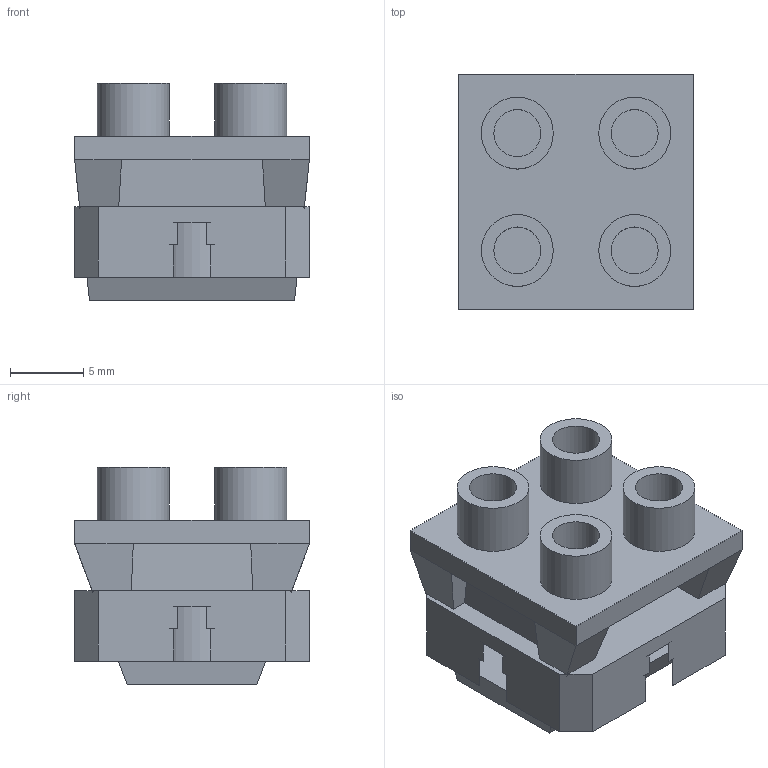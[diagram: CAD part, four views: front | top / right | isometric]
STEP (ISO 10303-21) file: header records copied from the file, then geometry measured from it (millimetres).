
FILE_DESCRIPTION(('Open CASCADE Model'),'2;1');
FILE_NAME('Open CASCADE Shape Model','2024-12-17T14:10:17',('Author'),( 'Open CASCADE'),'Open CASCADE STEP processor 7.7','Open CASCADE 7.7' ,'Unknown');
FILE_SCHEMA(('AUTOMOTIVE_DESIGN { 1 0 10303 214 1 1 1 1 }'));
Length unit declared in the file: millimetre
Products named in the file (1): Open CASCADE STEP translator 7.7 1
Bounding box: 16 x 16 x 14.8 mm (x, y, z)
Volume: 1576.9 mm3; surface area: 2432.7 mm2
Topology: 1 solids, 2 shells, 116 faces, 310 edges, 200 vertices
Faces by surface type: plane 70, cylinder 34, bspline 12
Full cylindrical faces by diameter (mm): 3.2 x5, 4.9 x4, 6.4 x1
Entity records: 7678 total; most frequent: CARTESIAN_POINT 1869, DIRECTION 960, ORIENTED_EDGE 620, PCURVE 620, DEFINITIONAL_REPRESENTATION 620, LINE 434, VECTOR 434, EDGE_CURVE 310
